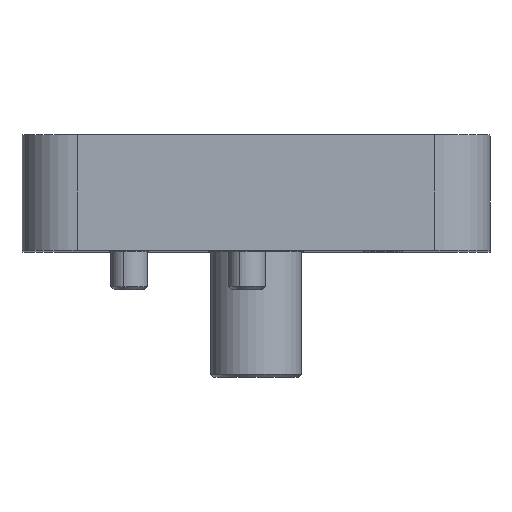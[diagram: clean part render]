
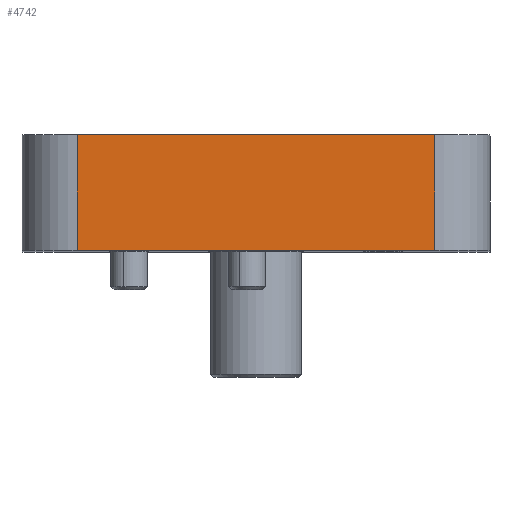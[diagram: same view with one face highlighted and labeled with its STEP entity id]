
A CAD part, top view. The second image highlights one B-rep face of the part: STEP entity #4742.
In plain terms, the highlighted planar face has unit normal (0, 0, 1).
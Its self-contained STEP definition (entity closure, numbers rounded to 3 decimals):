
#2 = CARTESIAN_POINT ( 'NONE',  ( -50.8, 0., 127. ) ) ;
#89 = DIRECTION ( 'NONE',  ( 0., 1., 0. ) ) ;
#167 = CARTESIAN_POINT ( 'NONE',  ( 38.8, 0., 127. ) ) ;
#227 = AXIS2_PLACEMENT_3D ( 'NONE', #712, #3549, #600 ) ;
#506 = ORIENTED_EDGE ( 'NONE', *, *, #4258, .T. ) ;
#600 = DIRECTION ( 'NONE',  ( -1., 0., 0. ) ) ;
#712 = CARTESIAN_POINT ( 'NONE',  ( -50.8, 25.15, 127. ) ) ;
#844 = CARTESIAN_POINT ( 'NONE',  ( 38.8, 25.15, 127. ) ) ;
#1281 = PLANE ( 'NONE',  #227 ) ;
#1385 = VECTOR ( 'NONE', #3436, 1000. ) ;
#1929 = LINE ( 'NONE', #2434, #4423 ) ;
#2028 = VERTEX_POINT ( 'NONE', #7482 ) ;
#2064 = ORIENTED_EDGE ( 'NONE', *, *, #3057, .T. ) ;
#2434 = CARTESIAN_POINT ( 'NONE',  ( -38.8, 25.15, 127. ) ) ;
#2494 = EDGE_CURVE ( 'NONE', #2028, #2843, #7011, .T. ) ;
#2682 = CARTESIAN_POINT ( 'NONE',  ( -38.8, 0., 127. ) ) ;
#2843 = VERTEX_POINT ( 'NONE', #844 ) ;
#2889 = DIRECTION ( 'NONE',  ( 1., 0., 0. ) ) ;
#3057 = EDGE_CURVE ( 'NONE', #7219, #4003, #4040, .T. ) ;
#3072 = FACE_OUTER_BOUND ( 'NONE', #5068, .T. ) ;
#3436 = DIRECTION ( 'NONE',  ( 1., 0., 0. ) ) ;
#3549 = DIRECTION ( 'NONE',  ( 0., 0., -1. ) ) ;
#3670 = CARTESIAN_POINT ( 'NONE',  ( 38.8, 25.15, 127. ) ) ;
#3746 = DIRECTION ( 'NONE',  ( 0., -1., 0. ) ) ;
#4003 = VERTEX_POINT ( 'NONE', #167 ) ;
#4040 = LINE ( 'NONE', #2, #1385 ) ;
#4258 = EDGE_CURVE ( 'NONE', #4003, #2843, #4903, .T. ) ;
#4423 = VECTOR ( 'NONE', #3746, 1000. ) ;
#4434 = EDGE_CURVE ( 'NONE', #2028, #7219, #1929, .T. ) ;
#4541 = CARTESIAN_POINT ( 'NONE',  ( -50.8, 25.15, 127. ) ) ;
#4742 = ADVANCED_FACE ( 'NONE', ( #3072 ), #1281, .F. ) ;
#4903 = LINE ( 'NONE', #3670, #7172 ) ;
#5068 = EDGE_LOOP ( 'NONE', ( #2064, #506, #6384, #6133 ) ) ;
#5085 = VECTOR ( 'NONE', #2889, 1000. ) ;
#6133 = ORIENTED_EDGE ( 'NONE', *, *, #4434, .T. ) ;
#6384 = ORIENTED_EDGE ( 'NONE', *, *, #2494, .F. ) ;
#7011 = LINE ( 'NONE', #4541, #5085 ) ;
#7172 = VECTOR ( 'NONE', #89, 1000. ) ;
#7219 = VERTEX_POINT ( 'NONE', #2682 ) ;
#7482 = CARTESIAN_POINT ( 'NONE',  ( -38.8, 25.15, 127. ) ) ;
